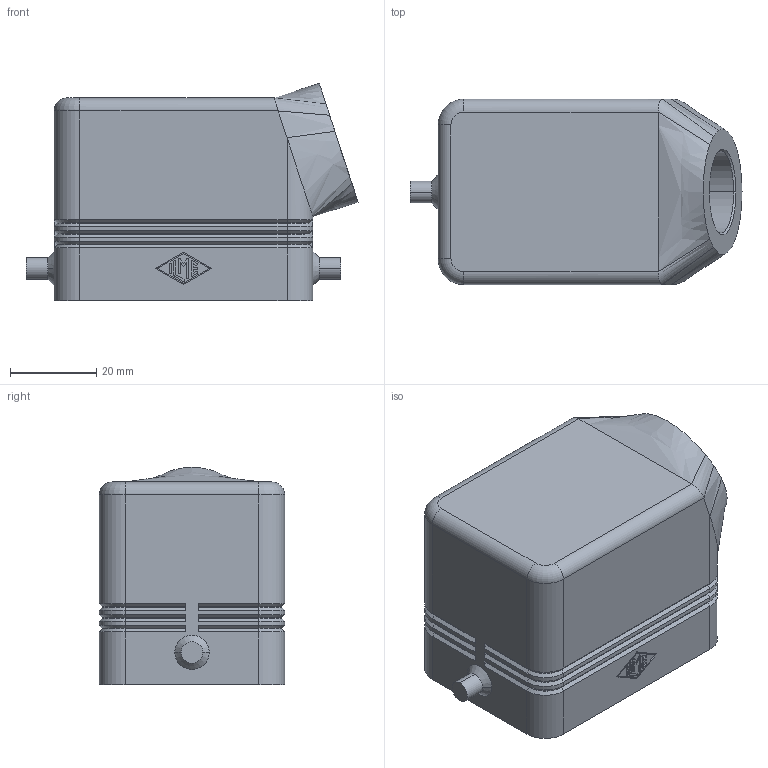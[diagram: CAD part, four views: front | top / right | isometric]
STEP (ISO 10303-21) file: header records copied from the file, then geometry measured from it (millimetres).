
FILE_DESCRIPTION(('Creo Elements/Direct Modeling STEP Export'),'2;1');
FILE_NAME('0ln7uvk49a5h9bt4008','2017-02-20T11:05:10',(''),(''),'PTC Creo Elements/Direct Modeling STEP processor for AP214 (Solid Model)','PTC Creo Elements/Direct Modeling 19.0E 27-Jun-2016 (C) Parametric Technology GmbH','');
FILE_SCHEMA(('AUTOMOTIVE_DESIGN { 1 0 10303 214 1 1 1 1 }'));
Length unit declared in the file: millimetre
Products named in the file (1): MHOE_06_L25M
Bounding box: 76.96 x 43 x 50.41 mm (x, y, z)
Volume: 45431 mm3; surface area: 23357.7 mm2
Topology: 1 solids, 1 shells, 269 faces, 644 edges, 386 vertices
Faces by surface type: plane 140, cylinder 77, cone 38, bspline 8, torus 6
Entity records: 10098 total; most frequent: CARTESIAN_POINT 1776, DIRECTION 1274, ORIENTED_EDGE 1272, EDGE_CURVE 636, VECTOR 450, LINE 450, AXIS2_PLACEMENT_3D 412, VERTEX_POINT 386
